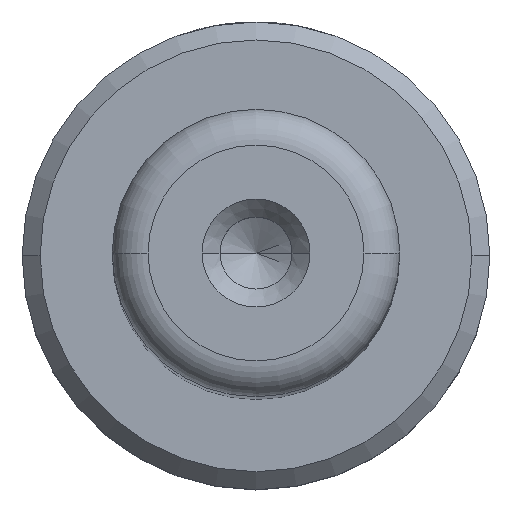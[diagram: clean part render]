
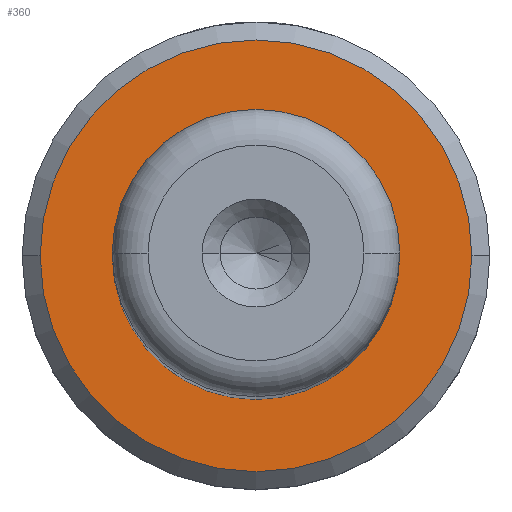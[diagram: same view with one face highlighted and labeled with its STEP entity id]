
A CAD part, top view. The second image highlights one B-rep face of the part: STEP entity #360.
In plain terms, the highlighted planar face has unit normal (0, 0, 1).
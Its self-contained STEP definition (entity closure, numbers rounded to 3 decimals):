
#21 = ORIENTED_EDGE ( 'NONE', *, *, #1253, .T. ) ;
#79 = DIRECTION ( 'NONE',  ( 1., 0., 0. ) ) ;
#112 = CARTESIAN_POINT ( 'NONE',  ( 3.6, 0., 13. ) ) ;
#153 = DIRECTION ( 'NONE',  ( -1., 0., 0. ) ) ;
#188 = DIRECTION ( 'NONE',  ( 0., 0., 1. ) ) ;
#205 = CIRCLE ( 'NONE', #1178, 3.6 ) ;
#342 = DIRECTION ( 'NONE',  ( 0., 0., 1. ) ) ;
#360 = ADVANCED_FACE ( 'NONE', ( #1153, #1050 ), #1473, .T. ) ;
#412 = EDGE_CURVE ( 'NONE', #1894, #1053, #205, .T. ) ;
#479 = CARTESIAN_POINT ( 'NONE',  ( 0., 0., 13. ) ) ;
#507 = AXIS2_PLACEMENT_3D ( 'NONE', #1144, #188, #1303 ) ;
#634 = ORIENTED_EDGE ( 'NONE', *, *, #412, .T. ) ;
#641 = DIRECTION ( 'NONE',  ( -1., 0., 0. ) ) ;
#701 = EDGE_LOOP ( 'NONE', ( #1793, #21 ) ) ;
#1041 = DIRECTION ( 'NONE',  ( 0., 0., 1. ) ) ;
#1050 = FACE_BOUND ( 'NONE', #1056, .T. ) ;
#1053 = VERTEX_POINT ( 'NONE', #2008 ) ;
#1056 = EDGE_LOOP ( 'NONE', ( #1281, #634 ) ) ;
#1115 = DIRECTION ( 'NONE',  ( 0., 0., -1. ) ) ;
#1123 = CIRCLE ( 'NONE', #2011, 6. ) ;
#1141 = CARTESIAN_POINT ( 'NONE',  ( -6., 0., 13. ) ) ;
#1144 = CARTESIAN_POINT ( 'NONE',  ( 0., 0., 13. ) ) ;
#1153 = FACE_OUTER_BOUND ( 'NONE', #701, .T. ) ;
#1178 = AXIS2_PLACEMENT_3D ( 'NONE', #479, #1591, #641 ) ;
#1197 = CIRCLE ( 'NONE', #507, 6. ) ;
#1253 = EDGE_CURVE ( 'NONE', #1448, #2047, #1123, .T. ) ;
#1281 = ORIENTED_EDGE ( 'NONE', *, *, #1387, .T. ) ;
#1298 = CARTESIAN_POINT ( 'NONE',  ( 0., 0., 13. ) ) ;
#1303 = DIRECTION ( 'NONE',  ( 1., 0., 0. ) ) ;
#1331 = AXIS2_PLACEMENT_3D ( 'NONE', #2065, #1115, #153 ) ;
#1387 = EDGE_CURVE ( 'NONE', #1053, #1894, #1741, .T. ) ;
#1448 = VERTEX_POINT ( 'NONE', #1949 ) ;
#1455 = DIRECTION ( 'NONE',  ( 1., 0., 0. ) ) ;
#1473 = PLANE ( 'NONE',  #1498 ) ;
#1498 = AXIS2_PLACEMENT_3D ( 'NONE', #1298, #342, #1455 ) ;
#1591 = DIRECTION ( 'NONE',  ( 0., 0., -1. ) ) ;
#1724 = EDGE_CURVE ( 'NONE', #2047, #1448, #1197, .T. ) ;
#1741 = CIRCLE ( 'NONE', #1331, 3.6 ) ;
#1793 = ORIENTED_EDGE ( 'NONE', *, *, #1724, .T. ) ;
#1894 = VERTEX_POINT ( 'NONE', #112 ) ;
#1949 = CARTESIAN_POINT ( 'NONE',  ( 6., 0., 13. ) ) ;
#1997 = CARTESIAN_POINT ( 'NONE',  ( 0., 0., 13. ) ) ;
#2008 = CARTESIAN_POINT ( 'NONE',  ( -3.6, 0., 13. ) ) ;
#2011 = AXIS2_PLACEMENT_3D ( 'NONE', #1997, #1041, #79 ) ;
#2047 = VERTEX_POINT ( 'NONE', #1141 ) ;
#2065 = CARTESIAN_POINT ( 'NONE',  ( 0., 0., 13. ) ) ;
